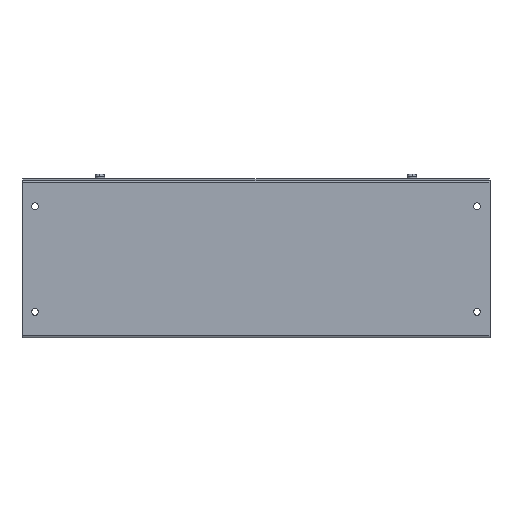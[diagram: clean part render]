
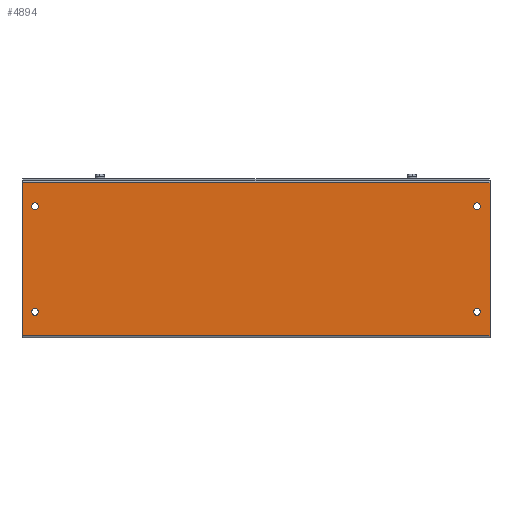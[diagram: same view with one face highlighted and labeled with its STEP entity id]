
A CAD part, left-side view. The second image highlights one B-rep face of the part: STEP entity #4894.
In plain terms, the highlighted planar face has unit normal (-1, 0, 0).
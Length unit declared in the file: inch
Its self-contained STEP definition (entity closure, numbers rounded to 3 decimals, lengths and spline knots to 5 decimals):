
#14 = AXIS2_PLACEMENT_3D ( 'NONE', #1537, #3519, #554 ) ;
#20 = CIRCLE ( 'NONE', #2931, 0.133 ) ;
#216 = DIRECTION ( 'NONE',  ( 0., 0., 1. ) ) ;
#257 = CARTESIAN_POINT ( 'NONE',  ( -3.057, -8.5, 5.19 ) ) ;
#307 = CARTESIAN_POINT ( 'NONE',  ( -3.057, -8.5, 5.057 ) ) ;
#329 = CARTESIAN_POINT ( 'NONE',  ( -3.057, 8.5, 4.924 ) ) ;
#403 = DIRECTION ( 'NONE',  ( -1., 0., 0. ) ) ;
#469 = CARTESIAN_POINT ( 'NONE',  ( -3.057, -8.5, 1.133 ) ) ;
#554 = DIRECTION ( 'NONE',  ( 0., 0., 1. ) ) ;
#635 = CIRCLE ( 'NONE', #14, 0.133 ) ;
#665 = EDGE_CURVE ( 'NONE', #3940, #2708, #3191, .T. ) ;
#717 = CIRCLE ( 'NONE', #6125, 0.133 ) ;
#771 = CARTESIAN_POINT ( 'NONE',  ( -3.057, 8.5, 1. ) ) ;
#784 = VERTEX_POINT ( 'NONE', #843 ) ;
#790 = VECTOR ( 'NONE', #2373, 39.37008 ) ;
#819 = LINE ( 'NONE', #4442, #6041 ) ;
#843 = CARTESIAN_POINT ( 'NONE',  ( -3.057, -9., 5.971 ) ) ;
#855 = VECTOR ( 'NONE', #6306, 39.37008 ) ;
#883 = VERTEX_POINT ( 'NONE', #5370 ) ;
#914 = EDGE_CURVE ( 'NONE', #5025, #784, #4496, .T. ) ;
#1210 = VERTEX_POINT ( 'NONE', #4875 ) ;
#1306 = EDGE_CURVE ( 'NONE', #1210, #4339, #5273, .T. ) ;
#1348 = FACE_BOUND ( 'NONE', #3682, .T. ) ;
#1491 = DIRECTION ( 'NONE',  ( 0., 1., 0. ) ) ;
#1537 = CARTESIAN_POINT ( 'NONE',  ( -3.057, 8.5, 5.057 ) ) ;
#1548 = DIRECTION ( 'NONE',  ( 0., 0., 1. ) ) ;
#1567 = CARTESIAN_POINT ( 'NONE',  ( -3.057, 8.5, 1.133 ) ) ;
#1650 = CARTESIAN_POINT ( 'NONE',  ( -3.057, 8.5, 0.867 ) ) ;
#1722 = ORIENTED_EDGE ( 'NONE', *, *, #2718, .T. ) ;
#1738 = DIRECTION ( 'NONE',  ( 1., 0., 0. ) ) ;
#1904 = DIRECTION ( 'NONE',  ( 0., 0., -1. ) ) ;
#1966 = DIRECTION ( 'NONE',  ( 0., 0., 1. ) ) ;
#1994 = ORIENTED_EDGE ( 'NONE', *, *, #1306, .T. ) ;
#2026 = EDGE_CURVE ( 'NONE', #2922, #2434, #6428, .T. ) ;
#2075 = AXIS2_PLACEMENT_3D ( 'NONE', #3960, #2493, #4907 ) ;
#2091 = DIRECTION ( 'NONE',  ( 1., 0., 0. ) ) ;
#2272 = AXIS2_PLACEMENT_3D ( 'NONE', #771, #2665, #2733 ) ;
#2323 = FACE_BOUND ( 'NONE', #5328, .T. ) ;
#2338 = ORIENTED_EDGE ( 'NONE', *, *, #914, .T. ) ;
#2373 = DIRECTION ( 'NONE',  ( 0., 0., 1. ) ) ;
#2406 = LINE ( 'NONE', #3767, #855 ) ;
#2434 = VERTEX_POINT ( 'NONE', #1650 ) ;
#2493 = DIRECTION ( 'NONE',  ( 1., 0., 0. ) ) ;
#2665 = DIRECTION ( 'NONE',  ( 1., 0., 0. ) ) ;
#2708 = VERTEX_POINT ( 'NONE', #469 ) ;
#2718 = EDGE_CURVE ( 'NONE', #4339, #1210, #4771, .T. ) ;
#2733 = DIRECTION ( 'NONE',  ( 0., 0., 1. ) ) ;
#2887 = DIRECTION ( 'NONE',  ( 1., 0., 0. ) ) ;
#2922 = VERTEX_POINT ( 'NONE', #1567 ) ;
#2931 = AXIS2_PLACEMENT_3D ( 'NONE', #6039, #4618, #1548 ) ;
#3032 = ORIENTED_EDGE ( 'NONE', *, *, #4898, .T. ) ;
#3036 = CARTESIAN_POINT ( 'NONE',  ( -3.057, 9., 0.086 ) ) ;
#3103 = ORIENTED_EDGE ( 'NONE', *, *, #5562, .T. ) ;
#3147 = EDGE_CURVE ( 'NONE', #883, #4035, #717, .T. ) ;
#3162 = CARTESIAN_POINT ( 'NONE',  ( -3.057, -8.5, 0.867 ) ) ;
#3191 = CIRCLE ( 'NONE', #5169, 0.133 ) ;
#3274 = CARTESIAN_POINT ( 'NONE',  ( -3.057, 8.5, 1. ) ) ;
#3332 = AXIS2_PLACEMENT_3D ( 'NONE', #6424, #403, #1966 ) ;
#3475 = ORIENTED_EDGE ( 'NONE', *, *, #4416, .T. ) ;
#3519 = DIRECTION ( 'NONE',  ( 1., 0., 0. ) ) ;
#3538 = EDGE_CURVE ( 'NONE', #5025, #3809, #4554, .T. ) ;
#3682 = EDGE_LOOP ( 'NONE', ( #4945, #3103 ) ) ;
#3720 = AXIS2_PLACEMENT_3D ( 'NONE', #307, #1738, #216 ) ;
#3767 = CARTESIAN_POINT ( 'NONE',  ( -3.057, 9., 5.971 ) ) ;
#3809 = VERTEX_POINT ( 'NONE', #3036 ) ;
#3877 = DIRECTION ( 'NONE',  ( 1., 0., 0. ) ) ;
#3936 = EDGE_LOOP ( 'NONE', ( #4817, #4448 ) ) ;
#3940 = VERTEX_POINT ( 'NONE', #3162 ) ;
#3959 = VERTEX_POINT ( 'NONE', #4670 ) ;
#3960 = CARTESIAN_POINT ( 'NONE',  ( -3.057, -8.5, 5.057 ) ) ;
#3961 = CARTESIAN_POINT ( 'NONE',  ( -3.057, -9., 0.086 ) ) ;
#4035 = VERTEX_POINT ( 'NONE', #329 ) ;
#4339 = VERTEX_POINT ( 'NONE', #257 ) ;
#4345 = FACE_BOUND ( 'NONE', #3936, .T. ) ;
#4406 = EDGE_LOOP ( 'NONE', ( #1722, #1994 ) ) ;
#4413 = FACE_BOUND ( 'NONE', #4406, .T. ) ;
#4416 = EDGE_CURVE ( 'NONE', #2434, #2922, #4804, .T. ) ;
#4442 = CARTESIAN_POINT ( 'NONE',  ( -3.057, 9., 0.057 ) ) ;
#4448 = ORIENTED_EDGE ( 'NONE', *, *, #665, .T. ) ;
#4462 = EDGE_CURVE ( 'NONE', #784, #3959, #2406, .T. ) ;
#4496 = LINE ( 'NONE', #4944, #790 ) ;
#4554 = LINE ( 'NONE', #3961, #4890 ) ;
#4618 = DIRECTION ( 'NONE',  ( 1., 0., 0. ) ) ;
#4655 = EDGE_CURVE ( 'NONE', #2708, #3940, #20, .T. ) ;
#4670 = CARTESIAN_POINT ( 'NONE',  ( -3.057, 9., 5.971 ) ) ;
#4679 = ORIENTED_EDGE ( 'NONE', *, *, #2026, .T. ) ;
#4771 = CIRCLE ( 'NONE', #2075, 0.133 ) ;
#4804 = CIRCLE ( 'NONE', #5949, 0.133 ) ;
#4817 = ORIENTED_EDGE ( 'NONE', *, *, #4655, .T. ) ;
#4864 = FACE_OUTER_BOUND ( 'NONE', #5728, .T. ) ;
#4875 = CARTESIAN_POINT ( 'NONE',  ( -3.057, -8.5, 4.924 ) ) ;
#4890 = VECTOR ( 'NONE', #1491, 39.37008 ) ;
#4894 = ADVANCED_FACE ( 'NONE', ( #4864, #4345, #4413, #2323, #1348 ), #6329, .T. ) ;
#4898 = EDGE_CURVE ( 'NONE', #3959, #3809, #819, .T. ) ;
#4907 = DIRECTION ( 'NONE',  ( 0., 0., 1. ) ) ;
#4944 = CARTESIAN_POINT ( 'NONE',  ( -3.057, -9., 0.057 ) ) ;
#4945 = ORIENTED_EDGE ( 'NONE', *, *, #3147, .T. ) ;
#5025 = VERTEX_POINT ( 'NONE', #5246 ) ;
#5169 = AXIS2_PLACEMENT_3D ( 'NONE', #5180, #2091, #6062 ) ;
#5180 = CARTESIAN_POINT ( 'NONE',  ( -3.057, -8.5, 1. ) ) ;
#5246 = CARTESIAN_POINT ( 'NONE',  ( -3.057, -9., 0.086 ) ) ;
#5273 = CIRCLE ( 'NONE', #3720, 0.133 ) ;
#5328 = EDGE_LOOP ( 'NONE', ( #4679, #3475 ) ) ;
#5370 = CARTESIAN_POINT ( 'NONE',  ( -3.057, 8.5, 5.19 ) ) ;
#5423 = ORIENTED_EDGE ( 'NONE', *, *, #4462, .T. ) ;
#5454 = ORIENTED_EDGE ( 'NONE', *, *, #3538, .F. ) ;
#5562 = EDGE_CURVE ( 'NONE', #4035, #883, #635, .T. ) ;
#5723 = DIRECTION ( 'NONE',  ( 0., 0., 1. ) ) ;
#5728 = EDGE_LOOP ( 'NONE', ( #3032, #5454, #2338, #5423 ) ) ;
#5949 = AXIS2_PLACEMENT_3D ( 'NONE', #3274, #2887, #5723 ) ;
#6039 = CARTESIAN_POINT ( 'NONE',  ( -3.057, -8.5, 1. ) ) ;
#6041 = VECTOR ( 'NONE', #1904, 39.37008 ) ;
#6062 = DIRECTION ( 'NONE',  ( 0., 0., 1. ) ) ;
#6125 = AXIS2_PLACEMENT_3D ( 'NONE', #6279, #3877, #6310 ) ;
#6279 = CARTESIAN_POINT ( 'NONE',  ( -3.057, 8.5, 5.057 ) ) ;
#6306 = DIRECTION ( 'NONE',  ( 0., 1., 0. ) ) ;
#6310 = DIRECTION ( 'NONE',  ( 0., 0., 1. ) ) ;
#6329 = PLANE ( 'NONE',  #3332 ) ;
#6424 = CARTESIAN_POINT ( 'NONE',  ( -3.057, 9., 0.047 ) ) ;
#6428 = CIRCLE ( 'NONE', #2272, 0.133 ) ;
